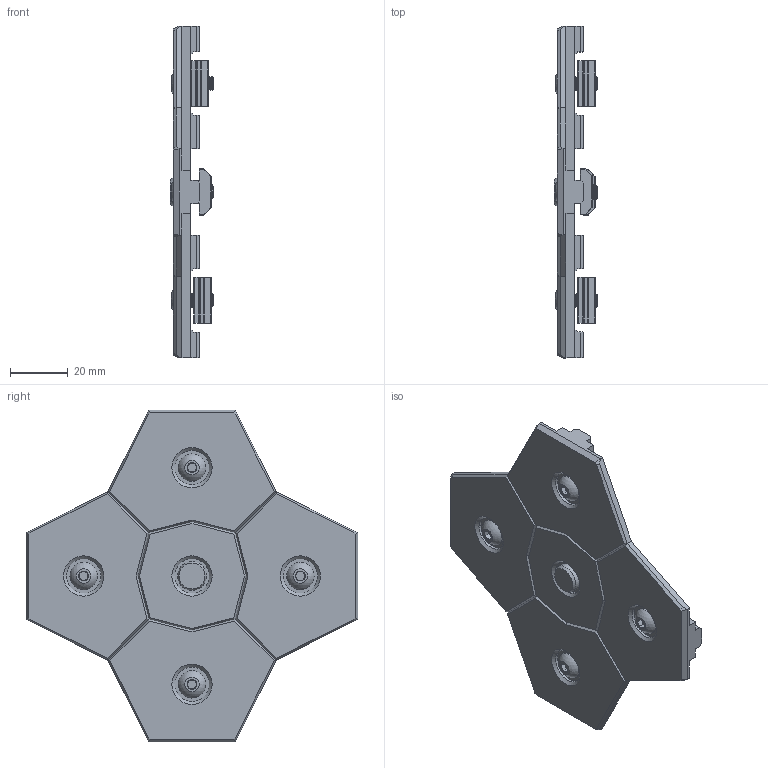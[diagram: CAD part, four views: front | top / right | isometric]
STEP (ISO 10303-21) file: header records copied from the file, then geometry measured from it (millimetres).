
FILE_DESCRIPTION(/* description */ (''),/* implementation_level */ '2;1');
FILE_NAME(/* name */ '3030PanelClip_Intersection_4corners_V1.5.step',/* time_stamp */ '2022-12-08T00:04:30-05:00',/* author */ (''),/* organization */ (''),/* preprocessor_version */ 'ST-DEVELOPER v19.2',/* originating_system */ 'Autodesk Translation Framework v11.17.0.187',/* authorisation */ '');
FILE_SCHEMA (('AUTOMOTIVE_DESIGN { 1 0 10303 214 3 1 1 }'));
Length unit declared in the file: millimetre
Products named in the file (5): 3030PanelClip_Intersection_4corners_V1.5; 3030PanelClip_Intersection_Body; DummyPin; M5X12_ButtonHeadScrew_91239A228; M5X3030_TSlot_Nut
Assembly tree (10 placements, depth 2):
  3030PanelClip_Intersection_4corners_V1.5
    3030PanelClip_Intersection_Body
    DummyPin
    M5X12_ButtonHeadScrew_91239A228  x4
    M5X3030_TSlot_Nut  x4
Bounding box: 15 x 115.27 x 115.27 mm (x, y, z)
Volume: 41342 mm3; surface area: 26295.2 mm2
Topology: 10 solids, 10 shells, 638 faces, 1542 edges, 946 vertices
Faces by surface type: plane 318, cylinder 186, cone 122, bspline 8, sphere 4
Full cylindrical faces by diameter (mm): 3.961 x56, 4.134 x4, 5 x53, 5.2 x5, 9.5 x4, 10 x1, 12 x5
Entity records: 11613 total; most frequent: CARTESIAN_POINT 4666, ORIENTED_EDGE 1428, DIRECTION 1335, EDGE_CURVE 714, LINE 531, VECTOR 531, VERTEX_POINT 445, AXIS2_PLACEMENT_3D 402
